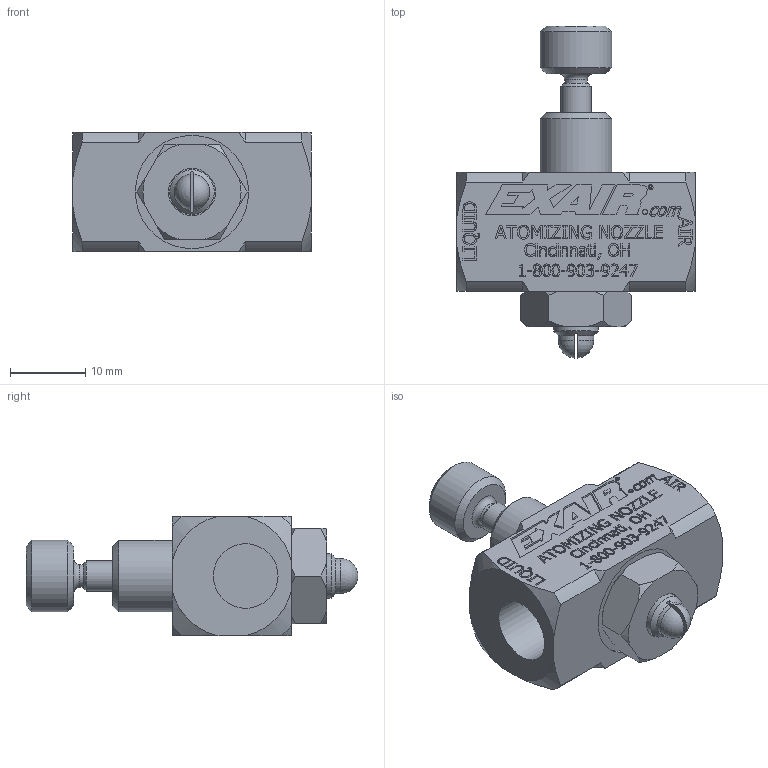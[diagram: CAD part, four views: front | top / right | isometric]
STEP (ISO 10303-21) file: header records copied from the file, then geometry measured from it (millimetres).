
FILE_DESCRIPTION(/* description */ (''),/* implementation_level */ '2;1');
FILE_NAME(/* name */ 'AF8020SS-DIM.stp',/* time_stamp */ '2017-04-18T16:09:37-04:00',/* author */ ('Adam Laub'),/* organization */ (''),/* preprocessor_version */ 'ST-DEVELOPER v16.5',/* originating_system */ 'Autodesk Inventor 2017',/* authorisation */ '');
FILE_SCHEMA (('AUTOMOTIVE_DESIGN { 1 0 10303 214 3 1 1 }'));
Length unit declared in the file: inch
Products named in the file (6): AF8010SS-DIM; 901802-DIM; 901804-DIM; 901803; 901748-DIM; 901766-F10-DIM
Assembly tree (5 placements, depth 2):
  AF8010SS-DIM
    901802-DIM
    901804-DIM
    901803
    901748-DIM
    901766-F10-DIM
Bounding box: 31.75 x 44.22 x 15.88 mm (x, y, z)
Volume: 9029.3 mm3; surface area: 5140.9 mm2
Topology: 5 solids, 7 shells, 1343 faces, 3588 edges, 2389 vertices
Faces by surface type: plane 821, bspline 441, cylinder 40, cone 38, sphere 2, torus 1
Full cylindrical faces by diameter (mm): 1.981 x1, 3.048 x1, 3.607 x1, 4.006 x1, 5.842 x2, 5.944 x1, 6.159 x1, 6.248 x1, 6.35 x1, 6.401 x1, 7.938 x1, 8.204 x1, 8.611 x2, 9.525 x3, 9.922 x1, 11.112 x1, 15.088 x1
Entity records: 43785 total; most frequent: CARTESIAN_POINT 13322, ORIENTED_EDGE 7102, DIRECTION 4540, EDGE_CURVE 3551, LINE 2500, VECTOR 2500, VERTEX_POINT 2384, EDGE_LOOP 1505
